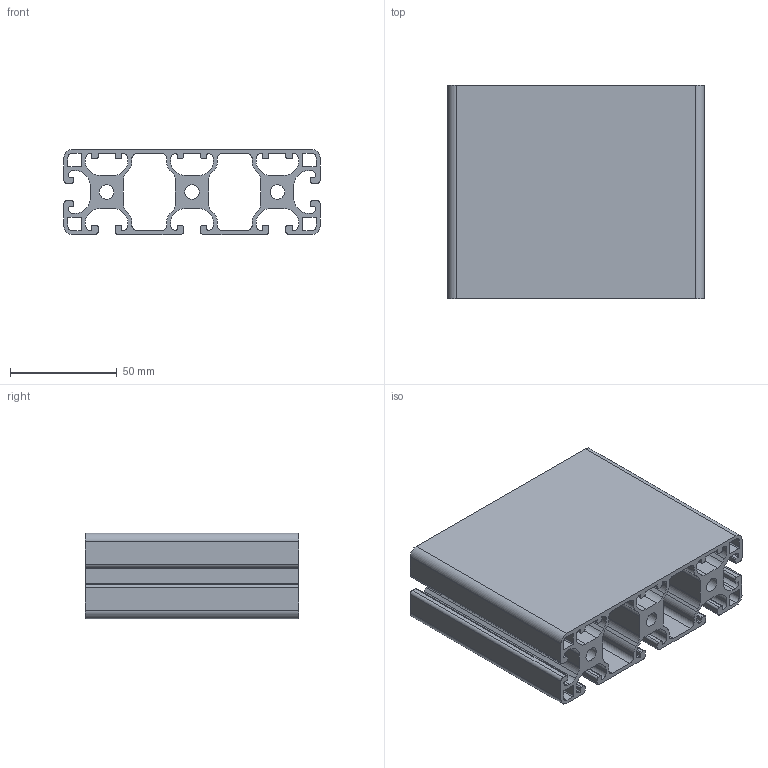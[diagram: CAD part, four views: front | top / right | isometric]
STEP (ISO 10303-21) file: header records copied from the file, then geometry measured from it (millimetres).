
FILE_DESCRIPTION(('FreeCAD Model'),'2;1');
FILE_NAME('Open CASCADE Shape Model','2026-02-11T08:06:46',(''),(''), 'Open CASCADE STEP processor 7.6','FreeCAD','Unknown');
FILE_SCHEMA(('AUTOMOTIVE_DESIGN { 1 0 10303 214 1 1 1 1 }'));
Length unit declared in the file: millimetre
Products named in the file (1): STI8-120403R
Bounding box: 120 x 100 x 40 mm (x, y, z)
Volume: 161490.3 mm3; surface area: 113556.5 mm2
Topology: 1 solids, 1 shells, 295 faces, 882 edges, 589 vertices
Faces by surface type: cylinder 153, plane 142
Full cylindrical faces by diameter (mm): 6.8 x3
Entity records: 12151 total; most frequent: DIRECTION 1780, CARTESIAN_POINT 1770, ORIENTED_EDGE 1764, EDGE_CURVE 882, AXIS2_PLACEMENT_3D 605, VERTEX_POINT 589, LINE 570, VECTOR 570
